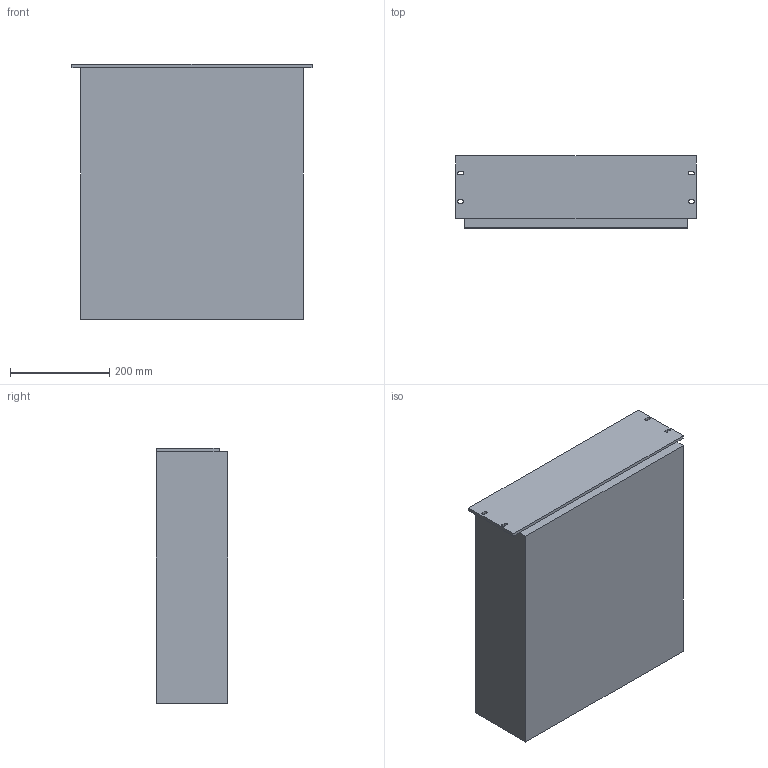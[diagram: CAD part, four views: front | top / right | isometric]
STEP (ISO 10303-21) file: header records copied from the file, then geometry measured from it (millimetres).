
FILE_DESCRIPTION (( 'STEP AP214' ), '1' );
FILE_NAME ('Amplifier STEP.STEP', '2024-10-18T03:10:03', ( '' ), ( '' ), 'SwSTEP 2.0', 'SolidWorks 2023', '' );
FILE_SCHEMA (( 'AUTOMOTIVE_DESIGN' ));
Length unit declared in the file: inch
Products named in the file (1): Amplifier STEP
Bounding box: 484.19 x 144.78 x 514.35 mm (x, y, z)
Volume: 33384453.6 mm3; surface area: 749836.7 mm2
Topology: 1 solids, 1 shells, 32 faces, 88 edges, 58 vertices
Faces by surface type: plane 20, cylinder 12
Entity records: 1063 total; most frequent: CARTESIAN_POINT 179, DIRECTION 178, ORIENTED_EDGE 176, EDGE_CURVE 88, LINE 64, VECTOR 64, VERTEX_POINT 58, AXIS2_PLACEMENT_3D 57
